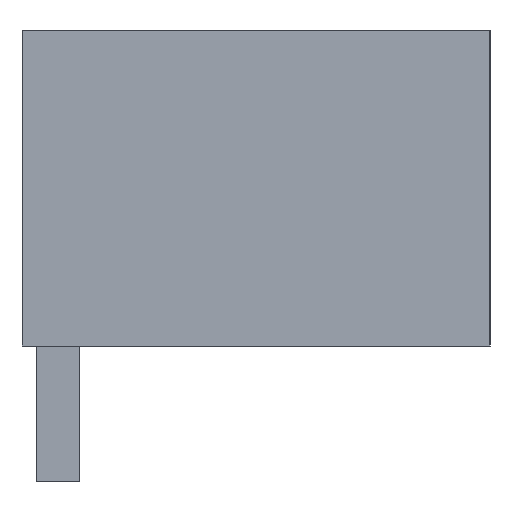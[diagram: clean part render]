
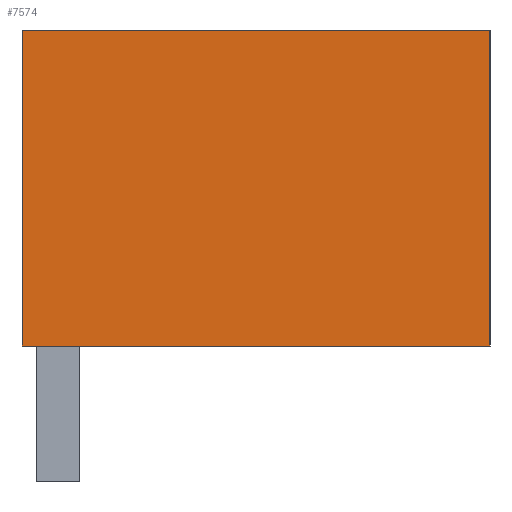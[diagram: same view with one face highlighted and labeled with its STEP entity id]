
A CAD part, left-side view. The second image highlights one B-rep face of the part: STEP entity #7574.
In plain terms, the highlighted planar face has unit normal (-1, 0, 0).
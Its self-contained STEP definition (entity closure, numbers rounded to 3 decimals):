
#7561=AXIS2_PLACEMENT_3D('Plane Axis2P3D',#7558,#7559,#7560) ;
#2516=CARTESIAN_POINT('Vertex',(0.,11.05,3.2)) ;
#2519=CARTESIAN_POINT('Line Origine',(0.,11.05,6.925)) ;
#2523=CARTESIAN_POINT('Vertex',(0.,11.05,10.65)) ;
#3047=CARTESIAN_POINT('Line Origine',(0.,5.525,3.2)) ;
#3051=CARTESIAN_POINT('Vertex',(0.,0.,3.2)) ;
#6200=CARTESIAN_POINT('Line Origine',(0.,5.525,10.65)) ;
#6204=CARTESIAN_POINT('Vertex',(0.,0.,10.65)) ;
#7558=CARTESIAN_POINT('Axis2P3D Location',(0.,11.05,0.)) ;
#7563=CARTESIAN_POINT('Line Origine',(0.,0.,6.925)) ;
#2520=DIRECTION('Vector Direction',(0.,0.,-1.)) ;
#3048=DIRECTION('Vector Direction',(0.,1.,0.)) ;
#6201=DIRECTION('Vector Direction',(0.,-1.,0.)) ;
#7559=DIRECTION('Axis2P3D Direction',(-1.,0.,0.)) ;
#7560=DIRECTION('Axis2P3D XDirection',(0.,-1.,0.)) ;
#7564=DIRECTION('Vector Direction',(0.,0.,1.)) ;
#2521=VECTOR('Line Direction',#2520,1.) ;
#3049=VECTOR('Line Direction',#3048,1.) ;
#6202=VECTOR('Line Direction',#6201,1.) ;
#7565=VECTOR('Line Direction',#7564,1.) ;
#7569=ORIENTED_EDGE('',*,*,#2525,.T.) ;
#7570=ORIENTED_EDGE('',*,*,#3053,.T.) ;
#7571=ORIENTED_EDGE('',*,*,#7567,.T.) ;
#7572=ORIENTED_EDGE('',*,*,#6206,.T.) ;
#7574=ADVANCED_FACE('HOUSING',(#7573),#7562,.T.) ;
#2525=EDGE_CURVE('',#2524,#2517,#2522,.T.) ;
#3053=EDGE_CURVE('',#2517,#3052,#3050,.F.) ;
#6206=EDGE_CURVE('',#6205,#2524,#6203,.F.) ;
#7567=EDGE_CURVE('',#3052,#6205,#7566,.T.) ;
#7568=EDGE_LOOP('',(#7569,#7570,#7571,#7572)) ;
#7573=FACE_OUTER_BOUND('',#7568,.T.) ;
#2522=LINE('Line',#2519,#2521) ;
#3050=LINE('Line',#3047,#3049) ;
#6203=LINE('Line',#6200,#6202) ;
#7566=LINE('Line',#7563,#7565) ;
#7562=PLANE('',#7561) ;
#2517=VERTEX_POINT('',#2516) ;
#2524=VERTEX_POINT('',#2523) ;
#3052=VERTEX_POINT('',#3051) ;
#6205=VERTEX_POINT('',#6204) ;
